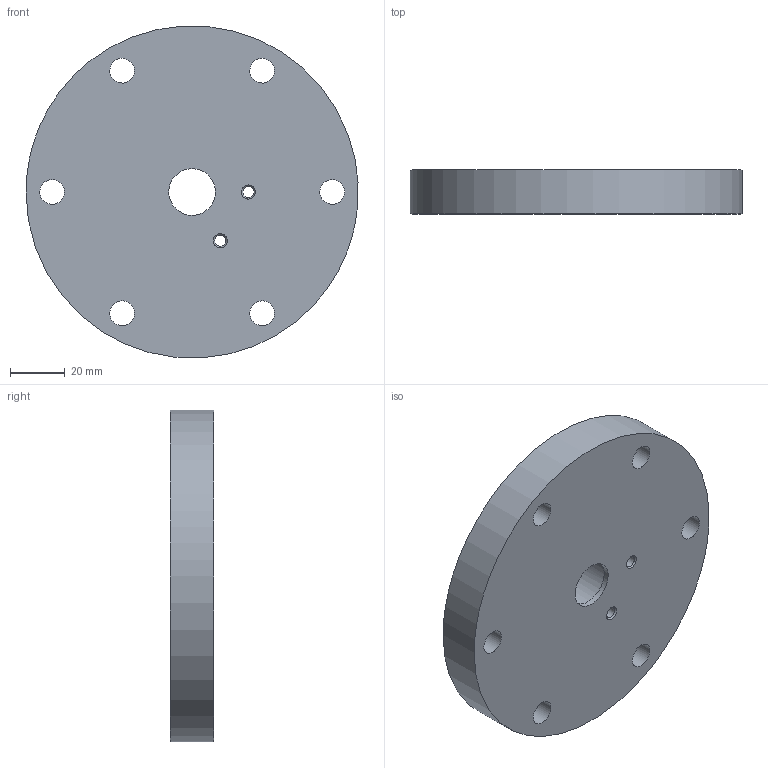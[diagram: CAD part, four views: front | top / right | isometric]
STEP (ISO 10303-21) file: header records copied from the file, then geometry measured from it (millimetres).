
FILE_DESCRIPTION(('THIS FILE CONTAINS SOME STEP INSTANCES'),'1');
FILE_NAME('LE-CB-003-01 Èelo.stp','2021-09-24T13:22:10',('UNDEFINED'),('UNDEFINED'),'T-FLEX CAD STEP converter','T-FLEX CAD','');
FILE_SCHEMA(('CONFIG_CONTROL_DESIGN'));
Length unit declared in the file: metre
Products named in the file (1): T骴o_9
Bounding box: 120.89 x 16 x 120.81 mm (x, y, z)
Volume: 166771.6 mm3; surface area: 33312.5 mm2
Topology: 1 solids, 1 shells, 46 faces, 103 edges, 66 vertices
Faces by surface type: cylinder 25, cone 11, plane 9, torus 1
Full cylindrical faces by diameter (mm): 2.459 x2, 4.134 x8, 9 x6, 16 x6, 17 x1, 24 x1, 121 x1
Entity records: 1577 total; most frequent: CARTESIAN_POINT 488, ORIENTED_EDGE 110, EDGE_LOOP 107, DIRECTION 95, FACE_OUTER_BOUND 71, VERTEX_POINT 62, EDGE_CURVE 55, STYLED_ITEM 48
